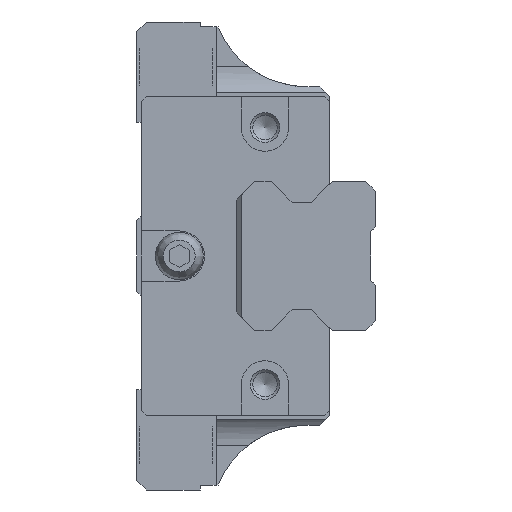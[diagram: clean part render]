
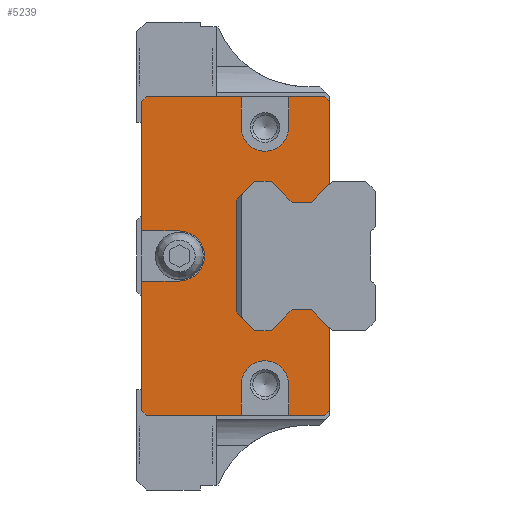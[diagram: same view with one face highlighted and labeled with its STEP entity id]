
A CAD part, left-side view. The second image highlights one B-rep face of the part: STEP entity #5239.
In plain terms, the highlighted planar face has unit normal (-1, 0, 0).
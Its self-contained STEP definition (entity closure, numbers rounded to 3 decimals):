
#559=CIRCLE('',#5777,2.52);
#560=CIRCLE('',#5778,2.38);
#561=CIRCLE('',#5779,2.38);
#779=FACE_OUTER_BOUND('',#1101,.T.);
#1101=EDGE_LOOP('',(#4381,#4382,#4383,#4384,#4385,#4386,#4387,#4388,#4389,
#4390,#4391,#4392,#4393,#4394,#4395,#4396,#4397,#4398,#4399,#4400,#4401,
#4402,#4403,#4404,#4405,#4406,#4407,#4408,#4409,#4410,#4411,#4412));
#1480=LINE('',#8417,#1973);
#1486=LINE('',#8429,#1979);
#1487=LINE('',#8433,#1980);
#1494=LINE('',#8448,#1987);
#1497=LINE('',#8452,#1990);
#1498=LINE('',#8455,#1991);
#1499=LINE('',#8457,#1992);
#1500=LINE('',#8459,#1993);
#1501=LINE('',#8463,#1994);
#1502=LINE('',#8465,#1995);
#1503=LINE('',#8467,#1996);
#1504=LINE('',#8469,#1997);
#1505=LINE('',#8471,#1998);
#1506=LINE('',#8475,#1999);
#1507=LINE('',#8477,#2000);
#1508=LINE('',#8479,#2001);
#1509=LINE('',#8480,#2002);
#1510=LINE('',#8482,#2003);
#1511=LINE('',#8484,#2004);
#1512=LINE('',#8486,#2005);
#1513=LINE('',#8488,#2006);
#1514=LINE('',#8490,#2007);
#1515=LINE('',#8492,#2008);
#1516=LINE('',#8494,#2009);
#1517=LINE('',#8496,#2010);
#1518=LINE('',#8497,#2011);
#1519=LINE('',#8499,#2012);
#1520=LINE('',#8500,#2013);
#1521=LINE('',#8502,#2014);
#1973=VECTOR('',#6907,1000.);
#1979=VECTOR('',#6915,1000.);
#1980=VECTOR('',#6918,1000.);
#1987=VECTOR('',#6927,1000.);
#1990=VECTOR('',#6930,1000.);
#1991=VECTOR('',#6933,1000.);
#1992=VECTOR('',#6934,1000.);
#1993=VECTOR('',#6935,1000.);
#1994=VECTOR('',#6938,1000.);
#1995=VECTOR('',#6939,1000.);
#1996=VECTOR('',#6940,1000.);
#1997=VECTOR('',#6941,1000.);
#1998=VECTOR('',#6942,1000.);
#1999=VECTOR('',#6945,1000.);
#2000=VECTOR('',#6946,1000.);
#2001=VECTOR('',#6947,1000.);
#2002=VECTOR('',#6948,1000.);
#2003=VECTOR('',#6949,1000.);
#2004=VECTOR('',#6950,1000.);
#2005=VECTOR('',#6951,1000.);
#2006=VECTOR('',#6952,1000.);
#2007=VECTOR('',#6953,1000.);
#2008=VECTOR('',#6954,1000.);
#2009=VECTOR('',#6955,1000.);
#2010=VECTOR('',#6956,1000.);
#2011=VECTOR('',#6957,1000.);
#2012=VECTOR('',#6958,1000.);
#2013=VECTOR('',#6959,1000.);
#2014=VECTOR('',#6960,1000.);
#2515=VERTEX_POINT('',#8414);
#2516=VERTEX_POINT('',#8416);
#2518=VERTEX_POINT('',#8422);
#2521=VERTEX_POINT('',#8427);
#2522=VERTEX_POINT('',#8431);
#2523=VERTEX_POINT('',#8432);
#2527=VERTEX_POINT('',#8441);
#2529=VERTEX_POINT('',#8445);
#2530=VERTEX_POINT('',#8447);
#2532=VERTEX_POINT('',#8454);
#2533=VERTEX_POINT('',#8456);
#2534=VERTEX_POINT('',#8458);
#2535=VERTEX_POINT('',#8460);
#2536=VERTEX_POINT('',#8462);
#2537=VERTEX_POINT('',#8464);
#2538=VERTEX_POINT('',#8466);
#2539=VERTEX_POINT('',#8468);
#2540=VERTEX_POINT('',#8470);
#2541=VERTEX_POINT('',#8472);
#2542=VERTEX_POINT('',#8474);
#2543=VERTEX_POINT('',#8476);
#2544=VERTEX_POINT('',#8478);
#2545=VERTEX_POINT('',#8481);
#2546=VERTEX_POINT('',#8483);
#2547=VERTEX_POINT('',#8485);
#2548=VERTEX_POINT('',#8487);
#2549=VERTEX_POINT('',#8489);
#2550=VERTEX_POINT('',#8491);
#2551=VERTEX_POINT('',#8493);
#2552=VERTEX_POINT('',#8495);
#2553=VERTEX_POINT('',#8498);
#2554=VERTEX_POINT('',#8501);
#3164=EDGE_CURVE('',#2516,#2515,#1480,.T.);
#3170=EDGE_CURVE('',#2521,#2518,#1486,.T.);
#3171=EDGE_CURVE('',#2522,#2523,#1487,.T.);
#3178=EDGE_CURVE('',#2529,#2530,#1494,.T.);
#3181=EDGE_CURVE('',#2523,#2527,#1497,.T.);
#3182=EDGE_CURVE('',#2532,#2527,#1498,.T.);
#3183=EDGE_CURVE('',#2533,#2522,#1499,.T.);
#3184=EDGE_CURVE('',#2533,#2534,#1500,.T.);
#3185=EDGE_CURVE('',#2534,#2535,#559,.T.);
#3186=EDGE_CURVE('',#2535,#2536,#1501,.T.);
#3187=EDGE_CURVE('',#2537,#2536,#1502,.T.);
#3188=EDGE_CURVE('',#2538,#2537,#1503,.T.);
#3189=EDGE_CURVE('',#2539,#2538,#1504,.T.);
#3190=EDGE_CURVE('',#2539,#2540,#1505,.T.);
#3191=EDGE_CURVE('',#2540,#2541,#560,.T.);
#3192=EDGE_CURVE('',#2541,#2542,#1506,.T.);
#3193=EDGE_CURVE('',#2543,#2542,#1507,.T.);
#3194=EDGE_CURVE('',#2544,#2543,#1508,.T.);
#3195=EDGE_CURVE('',#2518,#2544,#1509,.T.);
#3196=EDGE_CURVE('',#2521,#2545,#1510,.T.);
#3197=EDGE_CURVE('',#2545,#2546,#1511,.T.);
#3198=EDGE_CURVE('',#2546,#2547,#1512,.T.);
#3199=EDGE_CURVE('',#2547,#2548,#1513,.T.);
#3200=EDGE_CURVE('',#2548,#2549,#1514,.T.);
#3201=EDGE_CURVE('',#2549,#2550,#1515,.T.);
#3202=EDGE_CURVE('',#2550,#2551,#1516,.T.);
#3203=EDGE_CURVE('',#2551,#2552,#1517,.T.);
#3204=EDGE_CURVE('',#2552,#2516,#1518,.T.);
#3205=EDGE_CURVE('',#2553,#2515,#1519,.T.);
#3206=EDGE_CURVE('',#2530,#2553,#1520,.T.);
#3207=EDGE_CURVE('',#2529,#2554,#1521,.T.);
#3208=EDGE_CURVE('',#2554,#2532,#561,.T.);
#4381=ORIENTED_EDGE('',*,*,#3182,.T.);
#4382=ORIENTED_EDGE('',*,*,#3181,.F.);
#4383=ORIENTED_EDGE('',*,*,#3171,.F.);
#4384=ORIENTED_EDGE('',*,*,#3183,.F.);
#4385=ORIENTED_EDGE('',*,*,#3184,.T.);
#4386=ORIENTED_EDGE('',*,*,#3185,.T.);
#4387=ORIENTED_EDGE('',*,*,#3186,.T.);
#4388=ORIENTED_EDGE('',*,*,#3187,.F.);
#4389=ORIENTED_EDGE('',*,*,#3188,.F.);
#4390=ORIENTED_EDGE('',*,*,#3189,.F.);
#4391=ORIENTED_EDGE('',*,*,#3190,.T.);
#4392=ORIENTED_EDGE('',*,*,#3191,.T.);
#4393=ORIENTED_EDGE('',*,*,#3192,.T.);
#4394=ORIENTED_EDGE('',*,*,#3193,.F.);
#4395=ORIENTED_EDGE('',*,*,#3194,.F.);
#4396=ORIENTED_EDGE('',*,*,#3195,.F.);
#4397=ORIENTED_EDGE('',*,*,#3170,.F.);
#4398=ORIENTED_EDGE('',*,*,#3196,.T.);
#4399=ORIENTED_EDGE('',*,*,#3197,.T.);
#4400=ORIENTED_EDGE('',*,*,#3198,.T.);
#4401=ORIENTED_EDGE('',*,*,#3199,.T.);
#4402=ORIENTED_EDGE('',*,*,#3200,.T.);
#4403=ORIENTED_EDGE('',*,*,#3201,.T.);
#4404=ORIENTED_EDGE('',*,*,#3202,.T.);
#4405=ORIENTED_EDGE('',*,*,#3203,.T.);
#4406=ORIENTED_EDGE('',*,*,#3204,.T.);
#4407=ORIENTED_EDGE('',*,*,#3164,.T.);
#4408=ORIENTED_EDGE('',*,*,#3205,.F.);
#4409=ORIENTED_EDGE('',*,*,#3206,.F.);
#4410=ORIENTED_EDGE('',*,*,#3178,.F.);
#4411=ORIENTED_EDGE('',*,*,#3207,.T.);
#4412=ORIENTED_EDGE('',*,*,#3208,.T.);
#5004=PLANE('',#5776);
#5239=ADVANCED_FACE('',(#779),#5004,.F.);
#5776=AXIS2_PLACEMENT_3D('',#8453,#6931,#6932);
#5777=AXIS2_PLACEMENT_3D('',#8461,#6936,#6937);
#5778=AXIS2_PLACEMENT_3D('',#8473,#6943,#6944);
#5779=AXIS2_PLACEMENT_3D('',#8503,#6961,#6962);
#6907=DIRECTION('',(0.,-0.707,0.707));
#6915=DIRECTION('',(0.,-0.707,-0.707));
#6918=DIRECTION('',(0.,-0.707,0.707));
#6927=DIRECTION('',(0.,-1.,0.));
#6930=DIRECTION('',(0.,-1.,0.));
#6931=DIRECTION('center_axis',(1.,0.,0.));
#6932=DIRECTION('ref_axis',(0.,0.,-1.));
#6933=DIRECTION('',(0.,0.,1.));
#6934=DIRECTION('',(0.,0.,1.));
#6935=DIRECTION('',(0.,-1.,0.));
#6936=DIRECTION('center_axis',(1.,0.,0.));
#6937=DIRECTION('ref_axis',(0.,0.,-1.));
#6938=DIRECTION('',(0.,1.,0.));
#6939=DIRECTION('',(0.,0.,1.));
#6940=DIRECTION('',(0.,0.707,0.707));
#6941=DIRECTION('',(0.,1.,0.));
#6942=DIRECTION('',(0.,0.,1.));
#6943=DIRECTION('center_axis',(1.,0.,0.));
#6944=DIRECTION('ref_axis',(0.,0.,-1.));
#6945=DIRECTION('',(0.,0.,-1.));
#6946=DIRECTION('',(0.,1.,0.));
#6947=DIRECTION('',(0.,0.707,-0.707));
#6948=DIRECTION('',(0.,0.,-1.));
#6949=DIRECTION('',(0.,1.,0.));
#6950=DIRECTION('',(0.,0.707,-0.707));
#6951=DIRECTION('',(0.,1.,0.));
#6952=DIRECTION('',(0.,0.707,0.707));
#6953=DIRECTION('',(0.,0.,1.));
#6954=DIRECTION('',(0.,-0.707,0.707));
#6955=DIRECTION('',(0.,-1.,0.));
#6956=DIRECTION('',(0.,-0.707,-0.707));
#6957=DIRECTION('',(0.,-1.,0.));
#6958=DIRECTION('',(0.,0.,-1.));
#6959=DIRECTION('',(0.,-0.707,-0.707));
#6960=DIRECTION('',(0.,0.,-1.));
#6961=DIRECTION('center_axis',(1.,0.,0.));
#6962=DIRECTION('ref_axis',(0.,0.,-1.));
#8414=CARTESIAN_POINT('',(470.,4.6,7.25));
#8416=CARTESIAN_POINT('',(470.,6.45,5.4));
#8417=CARTESIAN_POINT('',(470.,6.45,5.4));
#8422=CARTESIAN_POINT('',(470.,4.6,-7.25));
#8427=CARTESIAN_POINT('',(470.,6.45,-5.4));
#8429=CARTESIAN_POINT('',(470.,8.225,-3.625));
#8431=CARTESIAN_POINT('',(470.,23.5,15.5));
#8432=CARTESIAN_POINT('',(470.,23.,16.));
#8433=CARTESIAN_POINT('',(470.,23.5,15.5));
#8441=CARTESIAN_POINT('',(470.,13.48,16.));
#8445=CARTESIAN_POINT('',(470.,8.72,16.));
#8447=CARTESIAN_POINT('',(470.,5.1,16.));
#8448=CARTESIAN_POINT('',(470.,23.,16.));
#8452=CARTESIAN_POINT('',(470.,23.,16.));
#8453=CARTESIAN_POINT('Origin',(470.,4.6,0.));
#8454=CARTESIAN_POINT('',(470.,13.48,12.9));
#8455=CARTESIAN_POINT('',(470.,13.48,12.9));
#8456=CARTESIAN_POINT('',(470.,23.5,2.52));
#8457=CARTESIAN_POINT('',(470.,23.5,-15.5));
#8458=CARTESIAN_POINT('',(470.,19.7,2.52));
#8459=CARTESIAN_POINT('',(470.,35.5,2.52));
#8460=CARTESIAN_POINT('',(470.,19.7,-2.52));
#8461=CARTESIAN_POINT('Origin',(470.,19.7,0.));
#8462=CARTESIAN_POINT('',(470.,23.5,-2.52));
#8463=CARTESIAN_POINT('',(470.,19.7,-2.52));
#8464=CARTESIAN_POINT('',(470.,23.5,-15.5));
#8465=CARTESIAN_POINT('',(470.,23.5,-15.5));
#8466=CARTESIAN_POINT('',(470.,23.,-16.));
#8467=CARTESIAN_POINT('',(470.,23.,-16.));
#8468=CARTESIAN_POINT('',(470.,13.48,-16.));
#8469=CARTESIAN_POINT('',(470.,5.1,-16.));
#8470=CARTESIAN_POINT('',(470.,13.48,-12.9));
#8471=CARTESIAN_POINT('',(470.,13.48,-32.9));
#8472=CARTESIAN_POINT('',(470.,8.72,-12.9));
#8473=CARTESIAN_POINT('Origin',(470.,11.1,-12.9));
#8474=CARTESIAN_POINT('',(470.,8.72,-16.));
#8475=CARTESIAN_POINT('',(470.,8.72,-12.9));
#8476=CARTESIAN_POINT('',(470.,5.1,-16.));
#8477=CARTESIAN_POINT('',(470.,5.1,-16.));
#8478=CARTESIAN_POINT('',(470.,4.6,-15.5));
#8479=CARTESIAN_POINT('',(470.,4.6,-15.5));
#8480=CARTESIAN_POINT('',(470.,4.6,15.5));
#8481=CARTESIAN_POINT('',(470.,8.38,-5.4));
#8482=CARTESIAN_POINT('',(470.,6.45,-5.4));
#8483=CARTESIAN_POINT('',(470.,10.48,-7.5));
#8484=CARTESIAN_POINT('',(470.,8.38,-5.4));
#8485=CARTESIAN_POINT('',(470.,12.12,-7.5));
#8486=CARTESIAN_POINT('',(470.,10.48,-7.5));
#8487=CARTESIAN_POINT('',(470.,14.,-5.62));
#8488=CARTESIAN_POINT('',(470.,12.12,-7.5));
#8489=CARTESIAN_POINT('',(470.,14.,5.62));
#8490=CARTESIAN_POINT('',(470.,14.,-5.62));
#8491=CARTESIAN_POINT('',(470.,12.12,7.5));
#8492=CARTESIAN_POINT('',(470.,14.,5.62));
#8493=CARTESIAN_POINT('',(470.,10.48,7.5));
#8494=CARTESIAN_POINT('',(470.,12.12,7.5));
#8495=CARTESIAN_POINT('',(470.,8.38,5.4));
#8496=CARTESIAN_POINT('',(470.,10.48,7.5));
#8497=CARTESIAN_POINT('',(470.,8.38,5.4));
#8498=CARTESIAN_POINT('',(470.,4.6,15.5));
#8499=CARTESIAN_POINT('',(470.,4.6,15.5));
#8500=CARTESIAN_POINT('',(470.,5.1,16.));
#8501=CARTESIAN_POINT('',(470.,8.72,12.9));
#8502=CARTESIAN_POINT('',(470.,8.72,32.9));
#8503=CARTESIAN_POINT('Origin',(470.,11.1,12.9));
